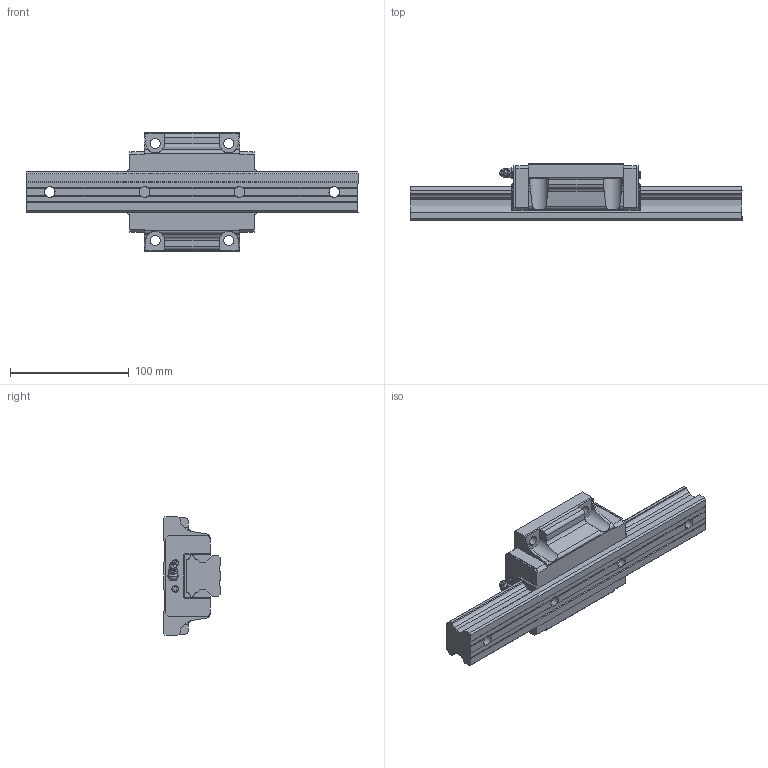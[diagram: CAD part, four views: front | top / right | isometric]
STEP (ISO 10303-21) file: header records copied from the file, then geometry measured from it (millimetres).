
FILE_DESCRIPTION (( 'STEP AP203' ), '1' );
FILE_NAME ('HSV35CSS.STEP', '2016-03-14T13:47:34', ( 'EOS' ), ( '' ), 'SwSTEP 2.0', 'SolidWorks 2016', '' );
FILE_SCHEMA (( 'CONFIG_CONTROL_DESIGN' ));
Length unit declared in the file: millimetre
Products named in the file (4): 3; HSV35C; 1; HSV35CSS
Assembly tree (3 placements, depth 2):
  HSV35CSS
    1
    HSV35C
    3
Bounding box: 280 x 48 x 100 mm (x, y, z)
Volume: 491202.4 mm3; surface area: 82422.1 mm2
Topology: 3 solids, 3 shells, 341 faces, 929 edges, 600 vertices
Faces by surface type: plane 228, cylinder 68, cone 28, bspline 17
Entity records: 11695 total; most frequent: CARTESIAN_POINT 2762, ORIENTED_EDGE 1842, DIRECTION 1702, EDGE_CURVE 921, VECTOR 642, LINE 642, VERTEX_POINT 600, AXIS2_PLACEMENT_3D 530
